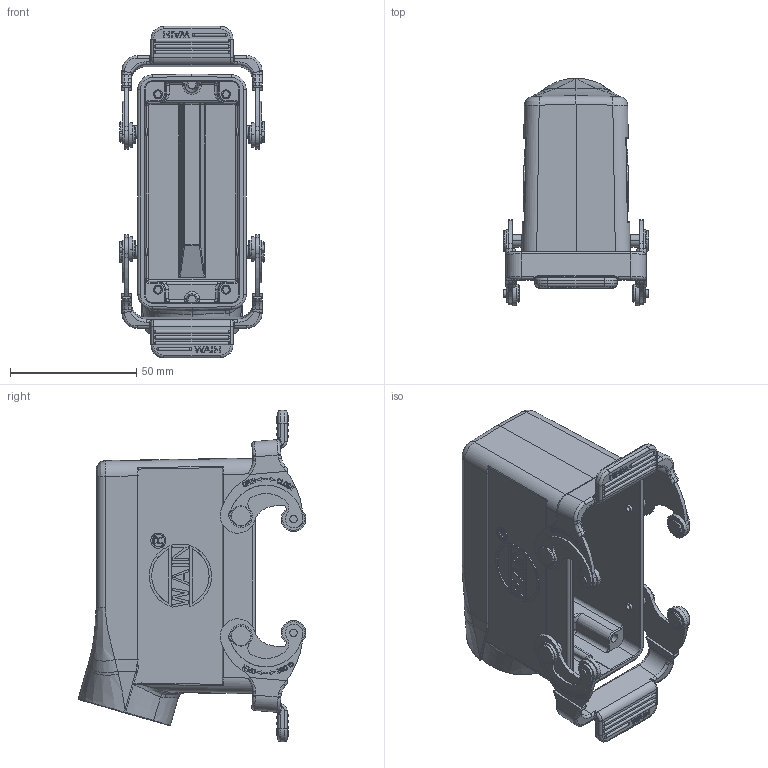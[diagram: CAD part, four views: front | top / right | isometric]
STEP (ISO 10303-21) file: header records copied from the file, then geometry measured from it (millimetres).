
FILE_DESCRIPTION((''),'2;1');
FILE_NAME('H16B-SE-2L_W-M25','2018-08-25T',('lishuang.ye'),(''),'PRO/ENGINEER BY PARAMETRIC TECHNOLOGY CORPORATION, 2010180','PRO/ENGINEER BY PARAMETRIC TECHNOLOGY CORPORATION, 2010180','');
FILE_SCHEMA(('AUTOMOTIVE_DESIGN_CC2 { 1 2 10303 214 -1 1 5 2 }'));
Products named in the file (1): H16B-SE-2L_W-M25
Bounding box: 57.5 x 90.23 x 131.3 mm (x, y, z)
Volume: 78116.5 mm3; surface area: 53642.4 mm2
Topology: 1 solids, 2 shells, 1668 faces, 4407 edges, 2896 vertices
Faces by surface type: plane 814, cylinder 366, extrusion 162, bspline 118, torus 97, cone 67, sphere 44
Entity records: 67838 total; most frequent: CARTESIAN_POINT 19554, ORIENTED_EDGE 8762, DIRECTION 7743, EDGE_CURVE 4381, VERTEX_POINT 2896, VECTOR 2595, AXIS2_PLACEMENT_3D 2574, LINE 2433
